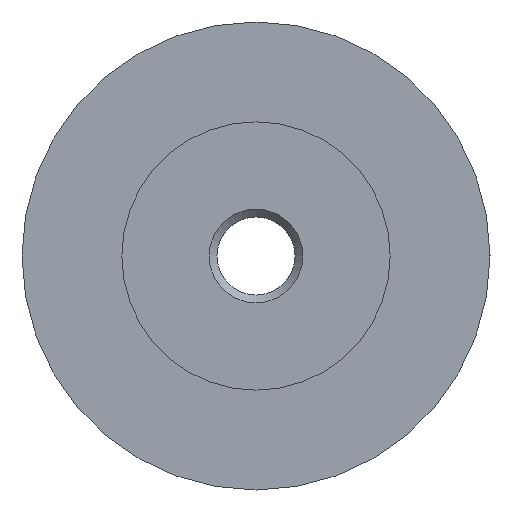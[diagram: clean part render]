
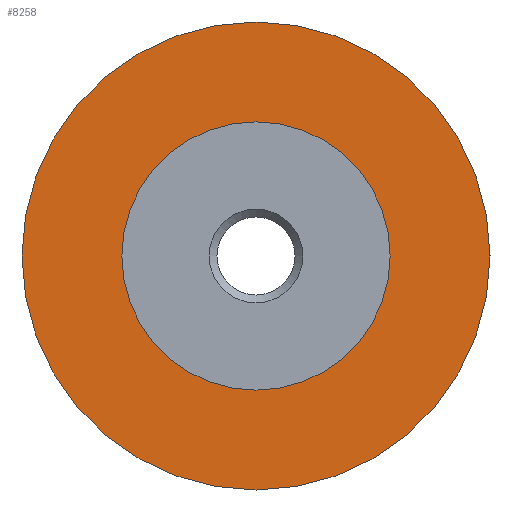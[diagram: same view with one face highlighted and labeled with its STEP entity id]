
A CAD part, left-side view. The second image highlights one B-rep face of the part: STEP entity #8258.
In plain terms, the highlighted planar face has unit normal (-1, 0, 0).
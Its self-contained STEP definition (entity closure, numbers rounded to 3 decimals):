
#301 = CIRCLE ( 'NONE', #10030, 8.6 ) ;
#420 = VERTEX_POINT ( 'NONE', #8255 ) ;
#1319 = ORIENTED_EDGE ( 'NONE', *, *, #2602, .F. ) ;
#1832 = DIRECTION ( 'NONE',  ( 0., 0., 1. ) ) ;
#2059 = EDGE_CURVE ( 'NONE', #420, #420, #301, .T. ) ;
#2407 = FACE_OUTER_BOUND ( 'NONE', #7928, .T. ) ;
#2602 = EDGE_CURVE ( 'NONE', #9659, #9659, #7664, .T. ) ;
#2731 = DIRECTION ( 'NONE',  ( -1., 0., 0. ) ) ;
#3615 = AXIS2_PLACEMENT_3D ( 'NONE', #9247, #2731, #5952 ) ;
#3645 = CARTESIAN_POINT ( 'NONE',  ( 0., 0., 0. ) ) ;
#5409 = AXIS2_PLACEMENT_3D ( 'NONE', #3645, #6125, #9287 ) ;
#5553 = FACE_BOUND ( 'NONE', #5840, .T. ) ;
#5824 = DIRECTION ( 'NONE',  ( -1., 0., 0. ) ) ;
#5840 = EDGE_LOOP ( 'NONE', ( #6061 ) ) ;
#5952 = DIRECTION ( 'NONE',  ( 0., 0., 1. ) ) ;
#6061 = ORIENTED_EDGE ( 'NONE', *, *, #2059, .F. ) ;
#6125 = DIRECTION ( 'NONE',  ( 1., 0., 0. ) ) ;
#7664 = CIRCLE ( 'NONE', #5409, 15. ) ;
#7928 = EDGE_LOOP ( 'NONE', ( #1319 ) ) ;
#8255 = CARTESIAN_POINT ( 'NONE',  ( 0., 0., 8.6 ) ) ;
#8258 = ADVANCED_FACE ( 'NONE', ( #5553, #2407 ), #9148, .T. ) ;
#8978 = CARTESIAN_POINT ( 'NONE',  ( 0., 0., 0. ) ) ;
#9148 = PLANE ( 'NONE',  #3615 ) ;
#9247 = CARTESIAN_POINT ( 'NONE',  ( 0., 15., 0. ) ) ;
#9287 = DIRECTION ( 'NONE',  ( 0., 0., -1. ) ) ;
#9659 = VERTEX_POINT ( 'NONE', #9788 ) ;
#9788 = CARTESIAN_POINT ( 'NONE',  ( 0., 0., -15. ) ) ;
#10030 = AXIS2_PLACEMENT_3D ( 'NONE', #8978, #5824, #1832 ) ;
